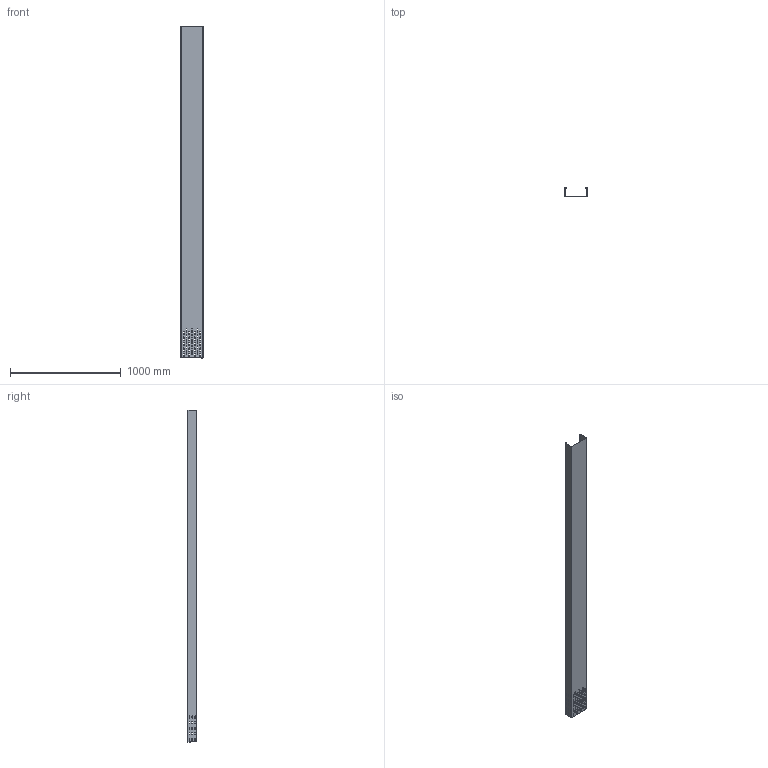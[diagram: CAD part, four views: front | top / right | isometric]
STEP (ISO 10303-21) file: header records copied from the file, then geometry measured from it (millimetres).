
FILE_DESCRIPTION (( 'STEP AP214' ), '1' );
FILE_NAME ('6057551.STEP', '2025-08-18T08:01:32', ( '' ), ( '' ), 'SwSTEP 2.0', 'SolidWorks 2024', '' );
FILE_SCHEMA (( 'AUTOMOTIVE_DESIGN' ));
Length unit declared in the file: millimetre
Products named in the file (1): 6057551
Bounding box: 200 x 85 x 3000 mm (x, y, z)
Volume: 1173165.6 mm3; surface area: 2362230.8 mm2
Topology: 1 solids, 1 shells, 331 faces, 963 edges, 634 vertices
Faces by surface type: cylinder 171, plane 160
Entity records: 11290 total; most frequent: DIRECTION 1969, CARTESIAN_POINT 1929, ORIENTED_EDGE 1926, EDGE_CURVE 963, AXIS2_PLACEMENT_3D 674, VERTEX_POINT 634, LINE 621, VECTOR 621
